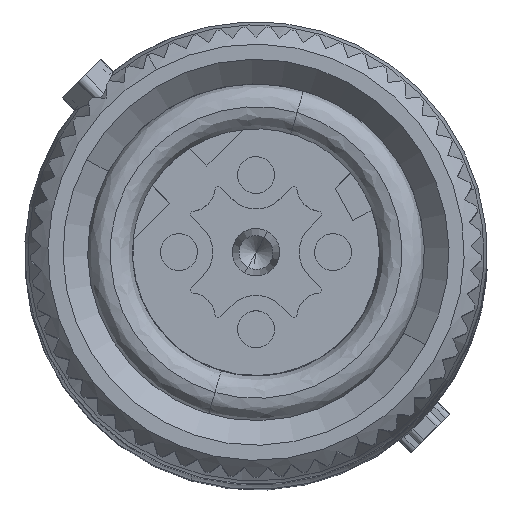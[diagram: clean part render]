
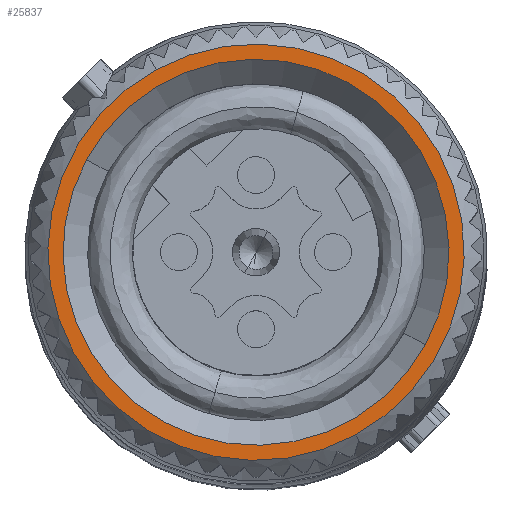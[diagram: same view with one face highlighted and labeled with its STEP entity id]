
A CAD part, top view. The second image highlights one B-rep face of the part: STEP entity #25837.
In plain terms, the highlighted planar face has unit normal (0, 0, 1).
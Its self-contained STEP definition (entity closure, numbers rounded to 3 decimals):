
#24831=AXIS2_PLACEMENT_3D('Circle Axis2P3D',#24829,#24830,$) ;
#25657=AXIS2_PLACEMENT_3D('Circle Axis2P3D',#25655,#25656,$) ;
#25813=AXIS2_PLACEMENT_3D('Plane Axis2P3D',#25810,#25811,#25812) ;
#25821=AXIS2_PLACEMENT_3D('Circle Axis2P3D',#25819,#25820,$) ;
#25830=AXIS2_PLACEMENT_3D('Circle Axis2P3D',#25828,#25829,$) ;
#24826=CARTESIAN_POINT('Vertex',(4.264,13.424,145.75)) ;
#24829=CARTESIAN_POINT('Axis2P3D Location',(7.5,7.5,145.75)) ;
#24833=CARTESIAN_POINT('Vertex',(10.736,1.576,145.75)) ;
#25655=CARTESIAN_POINT('Axis2P3D Location',(7.5,7.5,145.75)) ;
#25810=CARTESIAN_POINT('Axis2P3D Location',(7.5,14.25,145.75)) ;
#25819=CARTESIAN_POINT('Axis2P3D Location',(7.5,7.5,145.75)) ;
#25823=CARTESIAN_POINT('Vertex',(12.994,4.499,145.75)) ;
#25825=CARTESIAN_POINT('Vertex',(2.006,10.501,145.75)) ;
#25828=CARTESIAN_POINT('Axis2P3D Location',(7.5,7.5,145.75)) ;
#24830=DIRECTION('Axis2P3D Direction',(0.,0.,-1.)) ;
#25656=DIRECTION('Axis2P3D Direction',(0.,0.,-1.)) ;
#25811=DIRECTION('Axis2P3D Direction',(0.,0.,1.)) ;
#25812=DIRECTION('Axis2P3D XDirection',(-1.,0.,0.)) ;
#25820=DIRECTION('Axis2P3D Direction',(0.,0.,1.)) ;
#25829=DIRECTION('Axis2P3D Direction',(0.,0.,1.)) ;
#25816=ORIENTED_EDGE('',*,*,#25659,.T.) ;
#25817=ORIENTED_EDGE('',*,*,#24835,.T.) ;
#25834=ORIENTED_EDGE('',*,*,#25827,.F.) ;
#25835=ORIENTED_EDGE('',*,*,#25832,.F.) ;
#25836=FACE_BOUND('',#25833,.T.) ;
#25837=ADVANCED_FACE('Hauptk\X2\00F6\X0\rper',(#25818,#25836),#25814,.T.) ;
#24832=CIRCLE('generated circle',#24831,6.75) ;
#25658=CIRCLE('generated circle',#25657,6.75) ;
#25822=CIRCLE('generated circle',#25821,6.26) ;
#25831=CIRCLE('generated circle',#25830,6.26) ;
#24835=EDGE_CURVE('',#24834,#24827,#24832,.F.) ;
#25659=EDGE_CURVE('',#24827,#24834,#25658,.F.) ;
#25827=EDGE_CURVE('',#25824,#25826,#25822,.T.) ;
#25832=EDGE_CURVE('',#25826,#25824,#25831,.T.) ;
#25815=EDGE_LOOP('',(#25816,#25817)) ;
#25833=EDGE_LOOP('',(#25834,#25835)) ;
#25818=FACE_OUTER_BOUND('',#25815,.T.) ;
#25814=PLANE('',#25813) ;
#24827=VERTEX_POINT('',#24826) ;
#24834=VERTEX_POINT('',#24833) ;
#25824=VERTEX_POINT('',#25823) ;
#25826=VERTEX_POINT('',#25825) ;
